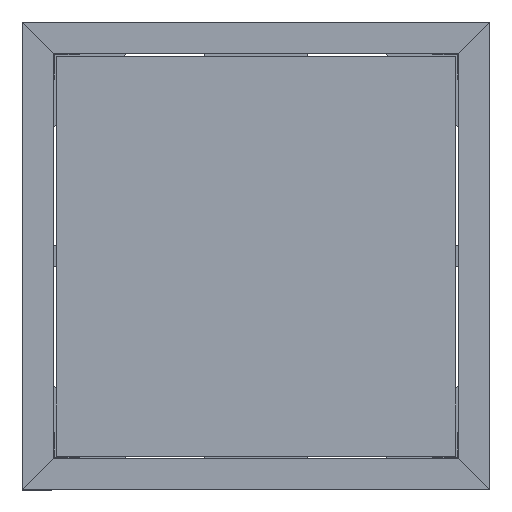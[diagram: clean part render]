
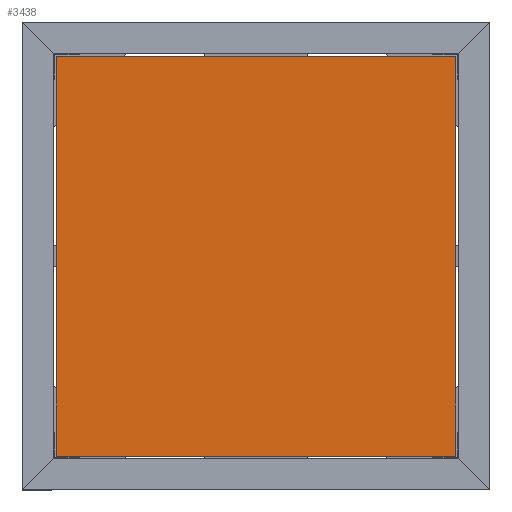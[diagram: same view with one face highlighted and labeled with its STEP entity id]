
A CAD part, top view. The second image highlights one B-rep face of the part: STEP entity #3438.
In plain terms, the highlighted planar face has unit normal (0, 0, 1).
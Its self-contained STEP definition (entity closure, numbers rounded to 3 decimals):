
#106=FACE_OUTER_BOUND('',#326,.T.);
#326=EDGE_LOOP('',(#2211,#2212,#2213,#2214));
#578=LINE('',#4965,#998);
#579=LINE('',#4967,#999);
#580=LINE('',#4969,#1000);
#581=LINE('',#4970,#1001);
#998=VECTOR('',#4066,10.);
#999=VECTOR('',#4067,10.);
#1000=VECTOR('',#4068,10.);
#1001=VECTOR('',#4069,10.);
#1395=VERTEX_POINT('',#4963);
#1396=VERTEX_POINT('',#4964);
#1397=VERTEX_POINT('',#4966);
#1398=VERTEX_POINT('',#4968);
#1702=EDGE_CURVE('',#1395,#1396,#578,.T.);
#1703=EDGE_CURVE('',#1396,#1397,#579,.T.);
#1704=EDGE_CURVE('',#1397,#1398,#580,.T.);
#1705=EDGE_CURVE('',#1398,#1395,#581,.T.);
#2211=ORIENTED_EDGE('',*,*,#1702,.T.);
#2212=ORIENTED_EDGE('',*,*,#1703,.T.);
#2213=ORIENTED_EDGE('',*,*,#1704,.T.);
#2214=ORIENTED_EDGE('',*,*,#1705,.T.);
#2972=PLANE('',#3716);
#3438=ADVANCED_FACE('',(#106),#2972,.T.);
#3716=AXIS2_PLACEMENT_3D('',#4962,#4064,#4065);
#4064=DIRECTION('center_axis',(0.,0.,
1.));
#4065=DIRECTION('ref_axis',(1.,0.,0.));
#4066=DIRECTION('',(1.,0.,0.));
#4067=DIRECTION('',(0.,1.,0.));
#4068=DIRECTION('',(-1.,0.,0.));
#4069=DIRECTION('',(0.,-1.,0.));
#4962=CARTESIAN_POINT('Origin',(695.249,710.46,378.384));
#4963=CARTESIAN_POINT('',(310.249,325.46,378.384));
#4964=CARTESIAN_POINT('',(1080.249,325.46,378.384));
#4965=CARTESIAN_POINT('',(1080.249,325.46,378.384));
#4966=CARTESIAN_POINT('',(1080.249,1095.46,378.384));
#4967=CARTESIAN_POINT('',(1080.249,1095.46,378.384));
#4968=CARTESIAN_POINT('',(310.249,1095.46,378.384));
#4969=CARTESIAN_POINT('',(310.249,1095.46,378.384));
#4970=CARTESIAN_POINT('',(310.249,325.46,378.384));
